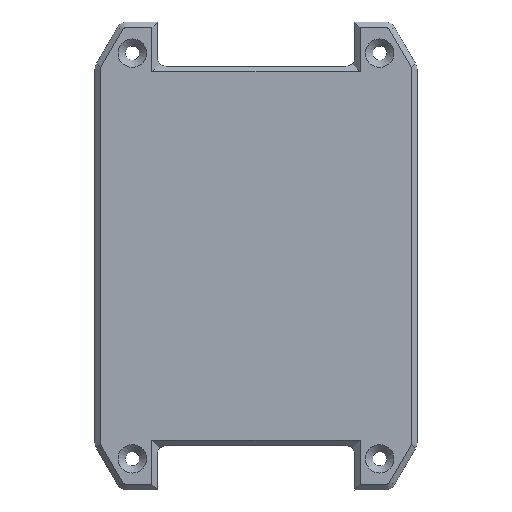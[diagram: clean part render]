
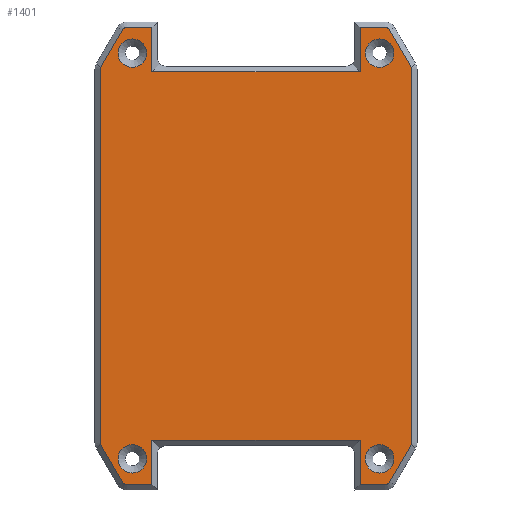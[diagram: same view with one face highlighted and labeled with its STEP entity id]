
A CAD part, front view. The second image highlights one B-rep face of the part: STEP entity #1401.
In plain terms, the highlighted planar face has unit normal (0, -1, 0).
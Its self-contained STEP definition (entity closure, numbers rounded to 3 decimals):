
#15=FACE_BOUND('',#204,.T.);
#16=FACE_BOUND('',#205,.T.);
#17=FACE_BOUND('',#206,.T.);
#18=FACE_BOUND('',#207,.T.);
#63=PLANE('',#1515);
#123=FACE_OUTER_BOUND('',#203,.T.);
#203=EDGE_LOOP('',(#1107,#1108,#1109,#1110,#1111,#1112,#1113,#1114,#1115,
#1116,#1117,#1118,#1119,#1120,#1121,#1122,#1123,#1124,#1125,#1126,#1127,
#1128,#1129,#1130));
#204=EDGE_LOOP('',(#1131));
#205=EDGE_LOOP('',(#1132));
#206=EDGE_LOOP('',(#1133));
#207=EDGE_LOOP('',(#1134));
#256=CIRCLE('',#1468,0.6);
#258=CIRCLE('',#1472,0.6);
#260=CIRCLE('',#1476,0.6);
#262=CIRCLE('',#1480,0.6);
#264=CIRCLE('',#1487,0.6);
#266=CIRCLE('',#1491,0.6);
#268=CIRCLE('',#1495,0.6);
#270=CIRCLE('',#1499,0.6);
#275=CIRCLE('',#1516,1.6);
#276=CIRCLE('',#1517,1.6);
#277=CIRCLE('',#1518,1.6);
#278=CIRCLE('',#1519,1.6);
#327=LINE('',#2084,#467);
#329=LINE('',#2088,#469);
#331=LINE('',#2092,#471);
#333=LINE('',#2096,#473);
#338=LINE('',#2106,#478);
#342=LINE('',#2118,#482);
#346=LINE('',#2130,#486);
#350=LINE('',#2142,#490);
#353=LINE('',#2151,#493);
#355=LINE('',#2155,#495);
#357=LINE('',#2159,#497);
#360=LINE('',#2165,#500);
#364=LINE('',#2177,#504);
#368=LINE('',#2189,#508);
#372=LINE('',#2201,#512);
#375=LINE('',#2210,#515);
#467=VECTOR('',#1649,10.);
#469=VECTOR('',#1653,10.);
#471=VECTOR('',#1657,10.);
#473=VECTOR('',#1661,10.);
#478=VECTOR('',#1668,10.);
#482=VECTOR('',#1680,10.);
#486=VECTOR('',#1692,10.);
#490=VECTOR('',#1704,10.);
#493=VECTOR('',#1715,10.);
#495=VECTOR('',#1719,10.);
#497=VECTOR('',#1723,10.);
#500=VECTOR('',#1728,10.);
#504=VECTOR('',#1740,10.);
#508=VECTOR('',#1752,10.);
#512=VECTOR('',#1764,10.);
#515=VECTOR('',#1775,10.);
#620=VERTEX_POINT('',#2081);
#621=VERTEX_POINT('',#2083);
#622=VERTEX_POINT('',#2087);
#623=VERTEX_POINT('',#2091);
#624=VERTEX_POINT('',#2095);
#627=VERTEX_POINT('',#2103);
#628=VERTEX_POINT('',#2105);
#630=VERTEX_POINT('',#2111);
#632=VERTEX_POINT('',#2116);
#634=VERTEX_POINT('',#2123);
#636=VERTEX_POINT('',#2128);
#638=VERTEX_POINT('',#2135);
#640=VERTEX_POINT('',#2140);
#642=VERTEX_POINT('',#2147);
#643=VERTEX_POINT('',#2154);
#644=VERTEX_POINT('',#2158);
#646=VERTEX_POINT('',#2164);
#648=VERTEX_POINT('',#2170);
#650=VERTEX_POINT('',#2175);
#652=VERTEX_POINT('',#2182);
#654=VERTEX_POINT('',#2187);
#656=VERTEX_POINT('',#2194);
#658=VERTEX_POINT('',#2199);
#660=VERTEX_POINT('',#2206);
#670=VERTEX_POINT('',#2251);
#671=VERTEX_POINT('',#2253);
#672=VERTEX_POINT('',#2255);
#673=VERTEX_POINT('',#2257);
#755=EDGE_CURVE('',#620,#621,#327,.T.);
#757=EDGE_CURVE('',#621,#622,#329,.T.);
#759=EDGE_CURVE('',#622,#623,#331,.T.);
#761=EDGE_CURVE('',#623,#624,#333,.T.);
#766=EDGE_CURVE('',#627,#628,#338,.T.);
#770=EDGE_CURVE('',#630,#627,#256,.T.);
#772=EDGE_CURVE('',#632,#630,#342,.T.);
#776=EDGE_CURVE('',#634,#632,#258,.T.);
#778=EDGE_CURVE('',#636,#634,#346,.T.);
#782=EDGE_CURVE('',#638,#636,#260,.T.);
#784=EDGE_CURVE('',#640,#638,#350,.T.);
#788=EDGE_CURVE('',#642,#640,#262,.T.);
#789=EDGE_CURVE('',#624,#642,#353,.T.);
#791=EDGE_CURVE('',#628,#643,#355,.T.);
#793=EDGE_CURVE('',#643,#644,#357,.T.);
#796=EDGE_CURVE('',#644,#646,#360,.T.);
#800=EDGE_CURVE('',#648,#620,#264,.T.);
#802=EDGE_CURVE('',#650,#648,#364,.T.);
#806=EDGE_CURVE('',#652,#650,#266,.T.);
#808=EDGE_CURVE('',#654,#652,#368,.T.);
#812=EDGE_CURVE('',#656,#654,#268,.T.);
#814=EDGE_CURVE('',#658,#656,#372,.T.);
#818=EDGE_CURVE('',#660,#658,#270,.T.);
#819=EDGE_CURVE('',#646,#660,#375,.T.);
#840=EDGE_CURVE('',#670,#670,#275,.T.);
#841=EDGE_CURVE('',#671,#671,#276,.T.);
#842=EDGE_CURVE('',#672,#672,#277,.T.);
#843=EDGE_CURVE('',#673,#673,#278,.T.);
#1107=ORIENTED_EDGE('',*,*,#766,.F.);
#1108=ORIENTED_EDGE('',*,*,#770,.F.);
#1109=ORIENTED_EDGE('',*,*,#772,.F.);
#1110=ORIENTED_EDGE('',*,*,#776,.F.);
#1111=ORIENTED_EDGE('',*,*,#778,.F.);
#1112=ORIENTED_EDGE('',*,*,#782,.F.);
#1113=ORIENTED_EDGE('',*,*,#784,.F.);
#1114=ORIENTED_EDGE('',*,*,#788,.F.);
#1115=ORIENTED_EDGE('',*,*,#789,.F.);
#1116=ORIENTED_EDGE('',*,*,#761,.F.);
#1117=ORIENTED_EDGE('',*,*,#759,.F.);
#1118=ORIENTED_EDGE('',*,*,#757,.F.);
#1119=ORIENTED_EDGE('',*,*,#755,.F.);
#1120=ORIENTED_EDGE('',*,*,#800,.F.);
#1121=ORIENTED_EDGE('',*,*,#802,.F.);
#1122=ORIENTED_EDGE('',*,*,#806,.F.);
#1123=ORIENTED_EDGE('',*,*,#808,.F.);
#1124=ORIENTED_EDGE('',*,*,#812,.F.);
#1125=ORIENTED_EDGE('',*,*,#814,.F.);
#1126=ORIENTED_EDGE('',*,*,#818,.F.);
#1127=ORIENTED_EDGE('',*,*,#819,.F.);
#1128=ORIENTED_EDGE('',*,*,#796,.F.);
#1129=ORIENTED_EDGE('',*,*,#793,.F.);
#1130=ORIENTED_EDGE('',*,*,#791,.F.);
#1131=ORIENTED_EDGE('',*,*,#840,.F.);
#1132=ORIENTED_EDGE('',*,*,#841,.F.);
#1133=ORIENTED_EDGE('',*,*,#842,.F.);
#1134=ORIENTED_EDGE('',*,*,#843,.F.);
#1401=ADVANCED_FACE('',(#123,#15,#16,#17,#18),#63,.T.);
#1468=AXIS2_PLACEMENT_3D('',#2113,#1675,#1676);
#1472=AXIS2_PLACEMENT_3D('',#2125,#1687,#1688);
#1476=AXIS2_PLACEMENT_3D('',#2137,#1699,#1700);
#1480=AXIS2_PLACEMENT_3D('',#2149,#1711,#1712);
#1487=AXIS2_PLACEMENT_3D('',#2172,#1735,#1736);
#1491=AXIS2_PLACEMENT_3D('',#2184,#1747,#1748);
#1495=AXIS2_PLACEMENT_3D('',#2196,#1759,#1760);
#1499=AXIS2_PLACEMENT_3D('',#2208,#1771,#1772);
#1515=AXIS2_PLACEMENT_3D('',#2250,#1820,#1821);
#1516=AXIS2_PLACEMENT_3D('',#2252,#1822,#1823);
#1517=AXIS2_PLACEMENT_3D('',#2254,#1824,#1825);
#1518=AXIS2_PLACEMENT_3D('',#2256,#1826,#1827);
#1519=AXIS2_PLACEMENT_3D('',#2258,#1828,#1829);
#1649=DIRECTION('',(1.,0.,0.));
#1653=DIRECTION('',(0.,0.,-1.));
#1657=DIRECTION('',(1.,0.,0.));
#1661=DIRECTION('',(0.,0.,1.));
#1668=DIRECTION('',(-1.,0.,0.));
#1675=DIRECTION('center_axis',(0.,1.,0.));
#1676=DIRECTION('ref_axis',(0.5,0.,-0.866));
#1680=DIRECTION('',(-0.5,0.,-0.866));
#1687=DIRECTION('center_axis',(0.,1.,0.));
#1688=DIRECTION('ref_axis',(0.966,0.,-0.259));
#1692=DIRECTION('',(0.,0.,-1.));
#1699=DIRECTION('center_axis',(0.,1.,0.));
#1700=DIRECTION('ref_axis',(0.966,0.,0.259));
#1704=DIRECTION('',(0.5,0.,-0.866));
#1711=DIRECTION('center_axis',(0.,1.,0.));
#1712=DIRECTION('ref_axis',(0.5,0.,0.866));
#1715=DIRECTION('',(1.,0.,0.));
#1719=DIRECTION('',(0.,0.,1.));
#1723=DIRECTION('',(-1.,0.,0.));
#1728=DIRECTION('',(0.,0.,-1.));
#1735=DIRECTION('center_axis',(0.,1.,0.));
#1736=DIRECTION('ref_axis',(-0.5,0.,0.866));
#1740=DIRECTION('',(0.5,0.,0.866));
#1747=DIRECTION('center_axis',(0.,1.,0.));
#1748=DIRECTION('ref_axis',(-0.966,0.,0.259));
#1752=DIRECTION('',(0.,0.,1.));
#1759=DIRECTION('center_axis',(0.,1.,0.));
#1760=DIRECTION('ref_axis',(-0.966,0.,-0.259));
#1764=DIRECTION('',(-0.5,0.,0.866));
#1771=DIRECTION('center_axis',(0.,1.,0.));
#1772=DIRECTION('ref_axis',(-0.5,0.,-0.866));
#1775=DIRECTION('',(-1.,0.,0.));
#1820=DIRECTION('center_axis',(0.,-1.,0.));
#1821=DIRECTION('ref_axis',(1.,0.,0.));
#1822=DIRECTION('center_axis',(0.,-1.,0.));
#1823=DIRECTION('ref_axis',(1.,0.,0.));
#1824=DIRECTION('center_axis',(0.,-1.,0.));
#1825=DIRECTION('ref_axis',(1.,0.,0.));
#1826=DIRECTION('center_axis',(0.,-1.,0.));
#1827=DIRECTION('ref_axis',(1.,0.,0.));
#1828=DIRECTION('center_axis',(0.,-1.,0.));
#1829=DIRECTION('ref_axis',(1.,0.,0.));
#2081=CARTESIAN_POINT('',(-14.52,-10.5,25.7));
#2083=CARTESIAN_POINT('',(-11.7,-10.5,25.7));
#2084=CARTESIAN_POINT('',(-5.55,-10.5,25.7));
#2087=CARTESIAN_POINT('',(-11.7,-10.5,20.7));
#2088=CARTESIAN_POINT('',(-11.7,-10.5,10.65));
#2091=CARTESIAN_POINT('',(11.7,-10.5,20.7));
#2092=CARTESIAN_POINT('',(5.55,-10.5,20.7));
#2095=CARTESIAN_POINT('',(11.7,-10.5,25.7));
#2096=CARTESIAN_POINT('',(11.7,-10.5,13.15));
#2103=CARTESIAN_POINT('',(14.52,-10.5,-25.7));
#2105=CARTESIAN_POINT('',(11.7,-10.5,-25.7));
#2106=CARTESIAN_POINT('',(5.55,-10.5,-25.7));
#2111=CARTESIAN_POINT('',(15.04,-10.5,-25.4));
#2113=CARTESIAN_POINT('Origin',(14.52,-10.5,-25.1));
#2116=CARTESIAN_POINT('',(17.42,-10.5,-21.278));
#2118=CARTESIAN_POINT('',(18.486,-10.5,-19.431));
#2123=CARTESIAN_POINT('',(17.5,-10.5,-20.978));
#2125=CARTESIAN_POINT('Origin',(16.9,-10.5,-20.978));
#2128=CARTESIAN_POINT('',(17.5,-10.5,20.978));
#2130=CARTESIAN_POINT('',(17.5,-10.5,-10.65));
#2135=CARTESIAN_POINT('',(17.42,-10.5,21.278));
#2137=CARTESIAN_POINT('Origin',(16.9,-10.5,20.978));
#2140=CARTESIAN_POINT('',(15.04,-10.5,25.4));
#2142=CARTESIAN_POINT('',(19.929,-10.5,16.931));
#2147=CARTESIAN_POINT('',(14.52,-10.5,25.7));
#2149=CARTESIAN_POINT('Origin',(14.52,-10.5,25.1));
#2151=CARTESIAN_POINT('',(7.607,-10.5,25.7));
#2154=CARTESIAN_POINT('',(11.7,-10.5,-20.7));
#2155=CARTESIAN_POINT('',(11.7,-10.5,-10.65));
#2158=CARTESIAN_POINT('',(-11.7,-10.5,-20.7));
#2159=CARTESIAN_POINT('',(-5.55,-10.5,-20.7));
#2164=CARTESIAN_POINT('',(-11.7,-10.5,-25.7));
#2165=CARTESIAN_POINT('',(-11.7,-10.5,-13.15));
#2170=CARTESIAN_POINT('',(-15.04,-10.5,25.4));
#2172=CARTESIAN_POINT('Origin',(-14.52,-10.5,25.1));
#2175=CARTESIAN_POINT('',(-17.42,-10.5,21.278));
#2177=CARTESIAN_POINT('',(-18.486,-10.5,19.431));
#2182=CARTESIAN_POINT('',(-17.5,-10.5,20.978));
#2184=CARTESIAN_POINT('Origin',(-16.9,-10.5,20.978));
#2187=CARTESIAN_POINT('',(-17.5,-10.5,-20.978));
#2189=CARTESIAN_POINT('',(-17.5,-10.5,10.65));
#2194=CARTESIAN_POINT('',(-17.42,-10.5,-21.278));
#2196=CARTESIAN_POINT('Origin',(-16.9,-10.5,-20.978));
#2199=CARTESIAN_POINT('',(-15.04,-10.5,-25.4));
#2201=CARTESIAN_POINT('',(-19.929,-10.5,-16.931));
#2206=CARTESIAN_POINT('',(-14.52,-10.5,-25.7));
#2208=CARTESIAN_POINT('Origin',(-14.52,-10.5,-25.1));
#2210=CARTESIAN_POINT('',(-7.607,-10.5,-25.7));
#2250=CARTESIAN_POINT('Origin',(0.,-10.5,0.));
#2251=CARTESIAN_POINT('',(12.3,-10.5,-22.8));
#2252=CARTESIAN_POINT('Origin',(13.9,-10.5,-22.8));
#2253=CARTESIAN_POINT('',(-15.5,-10.5,22.8));
#2254=CARTESIAN_POINT('Origin',(-13.9,-10.5,22.8));
#2255=CARTESIAN_POINT('',(-15.5,-10.5,-22.8));
#2256=CARTESIAN_POINT('Origin',(-13.9,-10.5,-22.8));
#2257=CARTESIAN_POINT('',(12.3,-10.5,22.8));
#2258=CARTESIAN_POINT('Origin',(13.9,-10.5,22.8));
